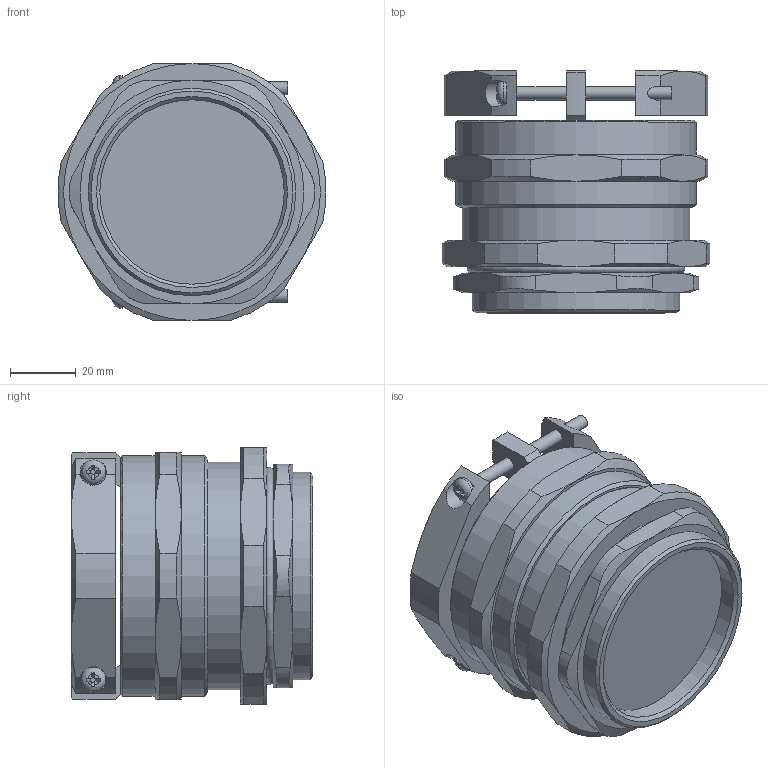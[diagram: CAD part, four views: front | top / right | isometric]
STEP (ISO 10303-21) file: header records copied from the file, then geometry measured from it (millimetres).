
FILE_DESCRIPTION(/* description */ ('ВКХ-ЛР-М63-52-L14'),/* implementation_level */ '2;1');
FILE_NAME(/* name */ '',/* time_stamp */ '2025-07-17T14:29:19+07:00',/* author */ ('zeta-86'),/* organization */ (''),/* preprocessor_version */ 'ST-DEVELOPER v19.2',/* originating_system */ 'Autodesk Inventor 2024',/* authorisation */ '');
FILE_SCHEMA (('AUTOMOTIVE_DESIGN { 1 0 10303 214 3 1 1 }'));
Length unit declared in the file: millimetre
Products named in the file (1): zeta34768
Bounding box: 81.26 x 73.42 x 78 mm (x, y, z)
Volume: 248222.4 mm3; surface area: 37844.8 mm2
Topology: 3 solids, 3 shells, 293 faces, 775 edges, 498 vertices
Faces by surface type: cone 99, cylinder 92, plane 91, torus 9, bspline 2
Full cylindrical faces by diameter (mm): 2.5 x2, 4 x2, 4.2 x2, 4.5 x4, 7.5 x2, 56 x1, 61.3 x1, 63 x1, 69 x1, 73 x2
Entity records: 9430 total; most frequent: CARTESIAN_POINT 2375, ORIENTED_EDGE 1550, DIRECTION 1473, EDGE_CURVE 775, AXIS2_PLACEMENT_3D 604, VERTEX_POINT 498, EDGE_LOOP 312, CIRCLE 306
